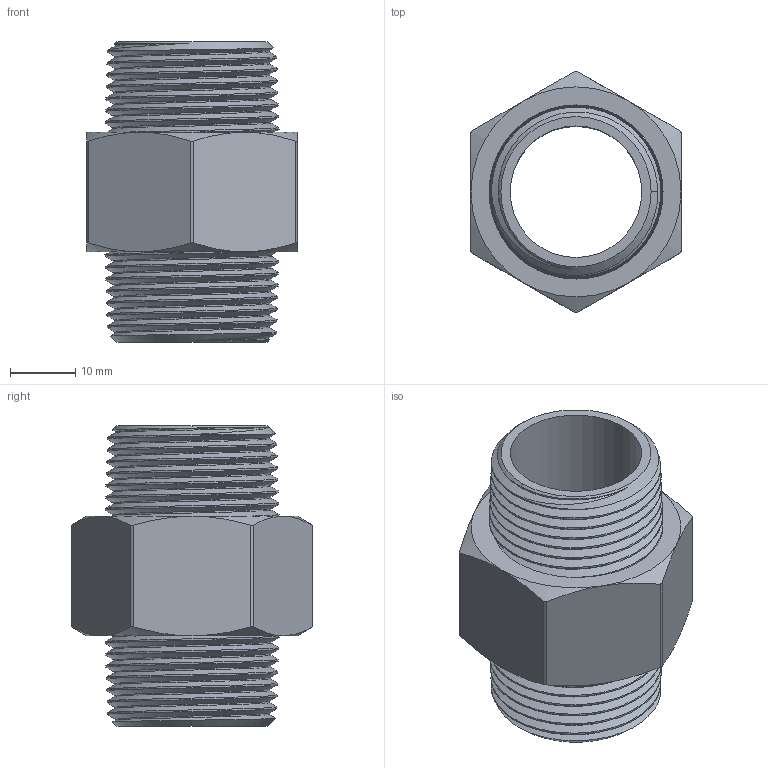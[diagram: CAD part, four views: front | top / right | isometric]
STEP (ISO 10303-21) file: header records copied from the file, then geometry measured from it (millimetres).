
FILE_DESCRIPTION (( 'STEP AP203' ), '1' );
FILE_NAME ('4464K751_304 Stainless Steel Threaded Pipe Fitting.STEP', '2021-09-13T20:53:26', ( 'Administrator' ), ( 'Managed by Terraform' ), 'SwSTEP 2.0', 'SolidWorks 2017', '' );
FILE_SCHEMA (( 'CONFIG_CONTROL_DESIGN' ));
Length unit declared in the file: inch
Products named in the file (1): 4464K751_304 Stainless Steel Threaded Pipe Fitting
Bounding box: 32.15 x 36.87 x 46.04 mm (x, y, z)
Volume: 15318.7 mm3; surface area: 9571.1 mm2
Topology: 1 solids, 1 shells, 70 faces, 186 edges, 120 vertices
Faces by surface type: cone 46, plane 10, cylinder 8, bspline 6
Entity records: 12759 total; most frequent: CARTESIAN_POINT 11129, ORIENTED_EDGE 372, DIRECTION 248, EDGE_CURVE 186, VERTEX_POINT 120, B_SPLINE_CURVE_WITH_KNOTS 104, AXIS2_PLACEMENT_3D 101, EDGE_LOOP 74
